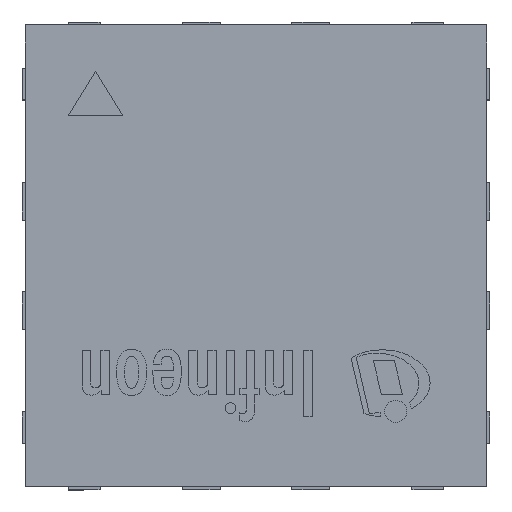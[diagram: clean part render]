
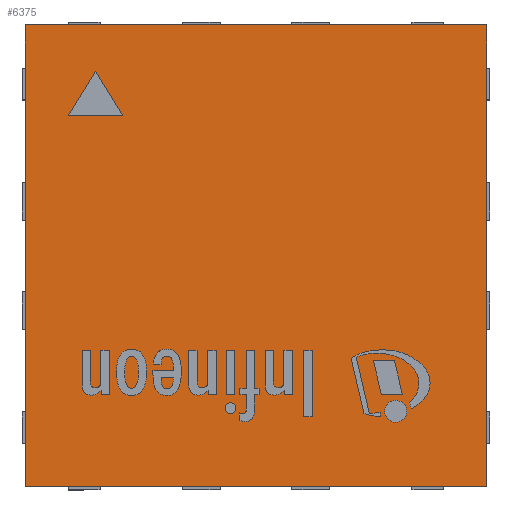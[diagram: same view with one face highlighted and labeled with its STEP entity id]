
A CAD part, top view. The second image highlights one B-rep face of the part: STEP entity #6375.
In plain terms, the highlighted planar face has unit normal (0, 0, 1).
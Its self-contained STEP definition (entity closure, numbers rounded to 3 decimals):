
#739=FACE_OUTER_BOUND('',#1125,.T.);
#1125=EDGE_LOOP('',(#5436,#5437,#5438,#5439));
#1685=LINE('',#10465,#2347);
#1688=LINE('',#10470,#2350);
#1690=LINE('',#10474,#2352);
#1691=LINE('',#10476,#2353);
#2347=VECTOR('',#8622,1.);
#2350=VECTOR('',#8627,1.);
#2352=VECTOR('',#8631,1.);
#2353=VECTOR('',#8634,1.);
#3010=VERTEX_POINT('',#10462);
#3011=VERTEX_POINT('',#10464);
#3012=VERTEX_POINT('',#10468);
#3013=VERTEX_POINT('',#10472);
#3837=EDGE_CURVE('',#3010,#3011,#1685,.T.);
#3840=EDGE_CURVE('',#3012,#3010,#1688,.T.);
#3842=EDGE_CURVE('',#3013,#3012,#1690,.T.);
#3843=EDGE_CURVE('',#3011,#3013,#1691,.T.);
#5436=ORIENTED_EDGE('',*,*,#3842,.F.);
#5437=ORIENTED_EDGE('',*,*,#3843,.F.);
#5438=ORIENTED_EDGE('',*,*,#3837,.F.);
#5439=ORIENTED_EDGE('',*,*,#3840,.F.);
#5993=PLANE('',#7032);
#6375=ADVANCED_FACE('',(#739),#5993,.T.);
#7032=AXIS2_PLACEMENT_3D('',#10477,#8635,#8636);
#8622=DIRECTION('',(1.,0.,0.));
#8627=DIRECTION('',(0.,1.,0.));
#8631=DIRECTION('',(-1.,0.,0.));
#8634=DIRECTION('',(0.,-1.,0.));
#8635=DIRECTION('center_axis',(0.,0.,1.));
#8636=DIRECTION('ref_axis',(-1.,0.,0.));
#10462=CARTESIAN_POINT('',(-0.74,0.74,0.4));
#10464=CARTESIAN_POINT('',(0.74,0.74,0.4));
#10465=CARTESIAN_POINT('',(-0.74,0.74,0.4));
#10468=CARTESIAN_POINT('',(-0.74,-0.74,0.4));
#10470=CARTESIAN_POINT('',(-0.74,-0.74,0.4));
#10472=CARTESIAN_POINT('',(0.74,-0.74,0.4));
#10474=CARTESIAN_POINT('',(0.74,-0.74,0.4));
#10476=CARTESIAN_POINT('',(0.74,0.74,0.4));
#10477=CARTESIAN_POINT('Origin',(0.,0.,
0.4));
